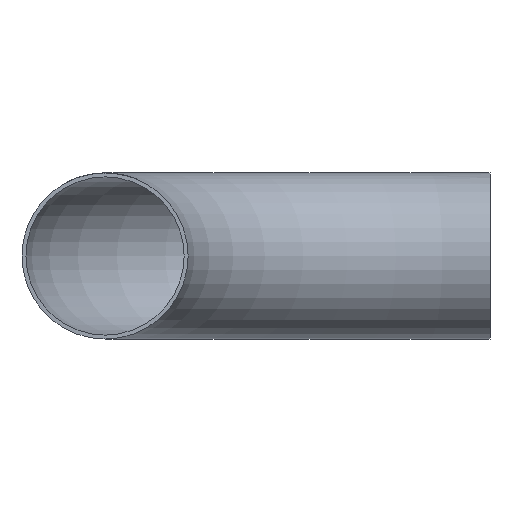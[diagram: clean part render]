
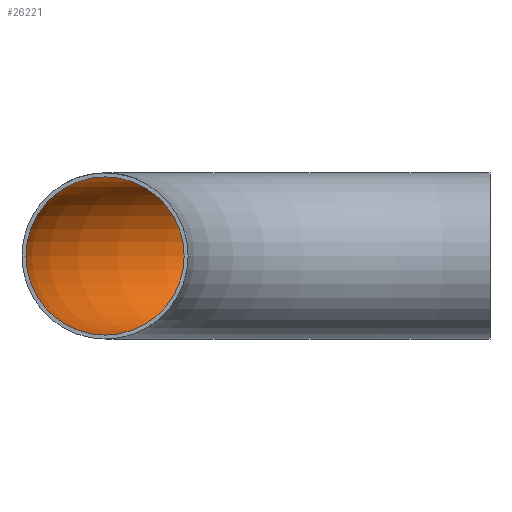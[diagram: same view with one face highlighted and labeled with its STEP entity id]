
A CAD part, front view. The second image highlights one B-rep face of the part: STEP entity #26221.
In plain terms, the highlighted toroidal (fillet/blend) face has major radius 390 mm and minor radius 80.15 mm.
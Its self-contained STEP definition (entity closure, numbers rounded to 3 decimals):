
#1368 = CARTESIAN_POINT ( 'NONE',  ( 0., 470.15, 0. ) ) ;
#2157 = CIRCLE ( 'NONE', #10786, 80.15 ) ;
#2884 = DIRECTION ( 'NONE',  ( 0., 0., -1. ) ) ;
#3027 = TOROIDAL_SURFACE ( 'NONE', #3897, 390., 80.15 ) ;
#3558 = CARTESIAN_POINT ( 'NONE',  ( 0., 390., 0. ) ) ;
#3897 = AXIS2_PLACEMENT_3D ( 'NONE', #23300, #2884, #23425 ) ;
#5084 = CARTESIAN_POINT ( 'NONE',  ( -390., 0., 0. ) ) ;
#6828 = FACE_OUTER_BOUND ( 'NONE', #20921, .T. ) ;
#6963 = FACE_OUTER_BOUND ( 'NONE', #9774, .T. ) ;
#9405 = DIRECTION ( 'NONE',  ( 0., 0., 1. ) ) ;
#9630 = DIRECTION ( 'NONE',  ( 0., 1., 0. ) ) ;
#9774 = EDGE_LOOP ( 'NONE', ( #17923 ) ) ;
#10786 = AXIS2_PLACEMENT_3D ( 'NONE', #3558, #13403, #9630 ) ;
#11641 = CARTESIAN_POINT ( 'NONE',  ( -390., 0., 80.15 ) ) ;
#11903 = VERTEX_POINT ( 'NONE', #1368 ) ;
#13315 = DIRECTION ( 'NONE',  ( 0., 1., 0. ) ) ;
#13403 = DIRECTION ( 'NONE',  ( 1., 0., 0. ) ) ;
#16110 = VERTEX_POINT ( 'NONE', #11641 ) ;
#16554 = ORIENTED_EDGE ( 'NONE', *, *, #22183, .F. ) ;
#17923 = ORIENTED_EDGE ( 'NONE', *, *, #26181, .T. ) ;
#20921 = EDGE_LOOP ( 'NONE', ( #16554 ) ) ;
#22183 = EDGE_CURVE ( 'NONE', #16110, #16110, #24563, .T. ) ;
#22829 = AXIS2_PLACEMENT_3D ( 'NONE', #5084, #13315, #9405 ) ;
#23300 = CARTESIAN_POINT ( 'NONE',  ( 0., 0., 0. ) ) ;
#23425 = DIRECTION ( 'NONE',  ( -1., 0., 0. ) ) ;
#24563 = CIRCLE ( 'NONE', #22829, 80.15 ) ;
#26181 = EDGE_CURVE ( 'NONE', #11903, #11903, #2157, .T. ) ;
#26221 = ADVANCED_FACE ( 'NONE', ( #6963, #6828 ), #3027, .F. ) ;
